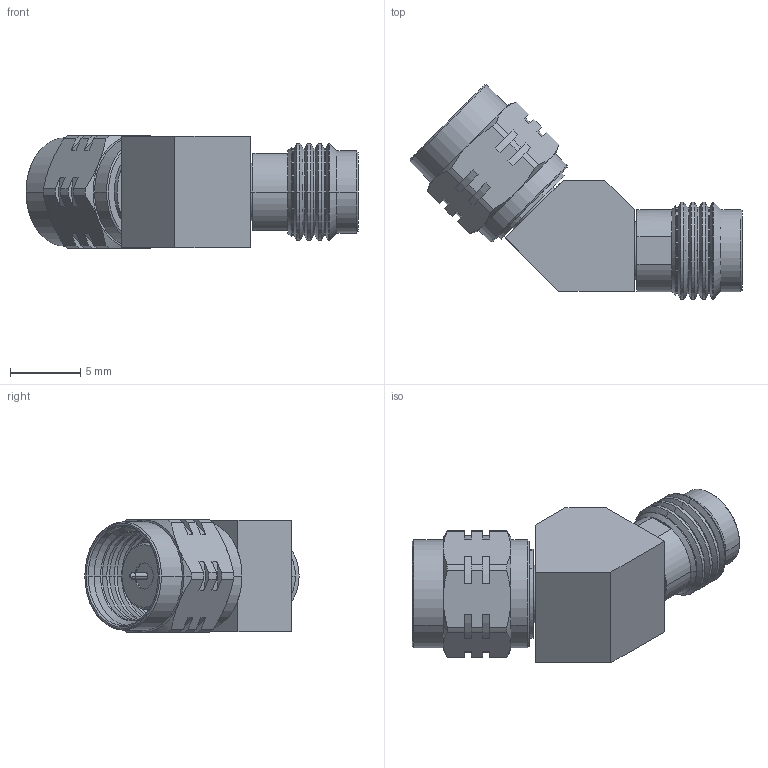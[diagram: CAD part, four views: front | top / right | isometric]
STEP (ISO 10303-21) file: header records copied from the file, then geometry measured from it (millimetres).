
FILE_DESCRIPTION (( 'STEP AP214' ), '1' );
FILE_NAME ('FMAD1585_3D.step', '2023-08-03T15:02:35', ( '' ), ( '' ), 'SwSTEP 2.0', 'SolidWorks 2022', '' );
FILE_SCHEMA (( 'AUTOMOTIVE_DESIGN' ));
Length unit declared in the file: inch
Products named in the file (5): AD45S-183-188-3^ad45s-185-3-185-8_asm_FMAD1585; AD45S-183-188-2-BODY^ad45s-185-3-185-8_asm_FMAD1585; AD45S-183-188-4-BODY^ad45s-185-3-185-8_asm_FMAD1585; ad45s-185-3-185-8_asm^FMAD1585; FMAD1585_3D
Assembly tree (4 placements, depth 3):
  FMAD1585_3D
    ad45s-185-3-185-8_asm^FMAD1585
      AD45S-183-188-3^ad45s-185-3-185-8_asm_FMAD1585
      AD45S-183-188-2-BODY^ad45s-185-3-185-8_asm_FMAD1585
      AD45S-183-188-4-BODY^ad45s-185-3-185-8_asm_FMAD1585
Bounding box: 23.61 x 15.24 x 8 mm (x, y, z)
Volume: 887.3 mm3; surface area: 1299.8 mm2
Topology: 3 solids, 3 shells, 266 faces, 620 edges, 373 vertices
Faces by surface type: cylinder 112, cone 91, plane 63
Entity records: 7873 total; most frequent: DIRECTION 1439, CARTESIAN_POINT 1435, ORIENTED_EDGE 1240, EDGE_CURVE 620, AXIS2_PLACEMENT_3D 569, VERTEX_POINT 373, LINE 301, VECTOR 301
